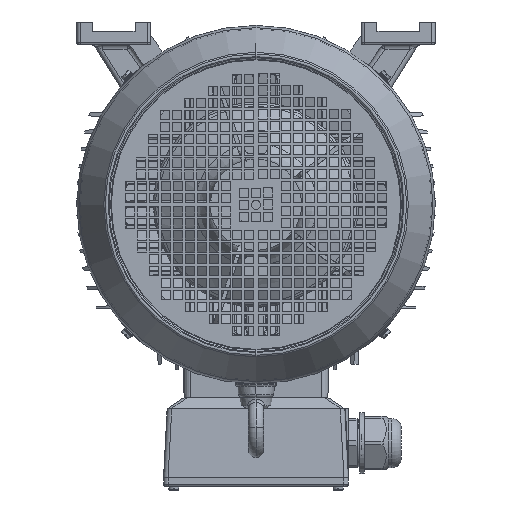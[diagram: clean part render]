
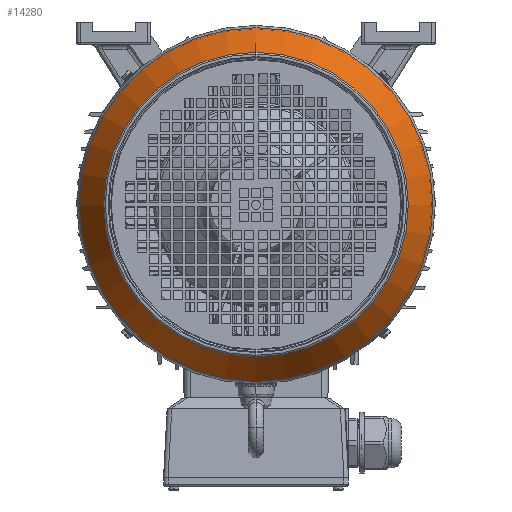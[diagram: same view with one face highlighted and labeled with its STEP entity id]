
A CAD part, left-side view. The second image highlights one B-rep face of the part: STEP entity #14280.
In plain terms, the highlighted conical face has half-angle 30 degrees and reference radius 144.197 mm.
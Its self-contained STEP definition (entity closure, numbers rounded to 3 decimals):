
#2790=CONICAL_SURFACE('',#90441,144.197,30.);
#6867=CIRCLE('',#90434,154.99);
#6870=CIRCLE('',#90439,133.405);
#6871=CIRCLE('',#90440,133.405);
#14280=ADVANCED_FACE('',(#19140,#19141),#2790,.T.);
#19140=FACE_BOUND('',#23457,.T.);
#19141=FACE_BOUND('',#23458,.T.);
#23457=EDGE_LOOP('',(#55952));
#23458=EDGE_LOOP('',(#55953,#55954));
#55952=ORIENTED_EDGE('',*,*,#79943,.F.);
#55953=ORIENTED_EDGE('',*,*,#79946,.T.);
#55954=ORIENTED_EDGE('',*,*,#79947,.T.);
#69609=VERTEX_POINT('',#149372);
#69612=VERTEX_POINT('',#149380);
#69613=VERTEX_POINT('',#149381);
#79943=EDGE_CURVE('',#69609,#69609,#6867,.T.);
#79946=EDGE_CURVE('',#69612,#69613,#6870,.T.);
#79947=EDGE_CURVE('',#69613,#69612,#6871,.T.);
#90434=AXIS2_PLACEMENT_3D('',#149371,#106656,#106657);
#90439=AXIS2_PLACEMENT_3D('',#149379,#106666,#106667);
#90440=AXIS2_PLACEMENT_3D('',#149382,#106668,#106669);
#90441=AXIS2_PLACEMENT_3D('',#149383,#106670,#106671);
#106656=DIRECTION('',(1.,0.,0.));
#106657=DIRECTION('',(0.,0.,-1.));
#106666=DIRECTION('',(1.,0.,0.));
#106667=DIRECTION('',(0.,0.,-1.));
#106668=DIRECTION('',(1.,0.,0.));
#106669=DIRECTION('',(0.,0.,-1.));
#106670=DIRECTION('',(1.,0.,0.));
#106671=DIRECTION('',(0.,0.,1.));
#149371=CARTESIAN_POINT('',(-155.046,166.457,-166.457));
#149372=CARTESIAN_POINT('',(-155.046,166.457,-321.448));
#149379=CARTESIAN_POINT('',(-192.433,166.457,-166.457));
#149380=CARTESIAN_POINT('',(-192.433,166.457,-299.862));
#149381=CARTESIAN_POINT('',(-192.433,166.457,-33.053));
#149382=CARTESIAN_POINT('',(-192.433,166.457,-166.457));
#149383=CARTESIAN_POINT('',(-173.739,166.457,-166.457));
